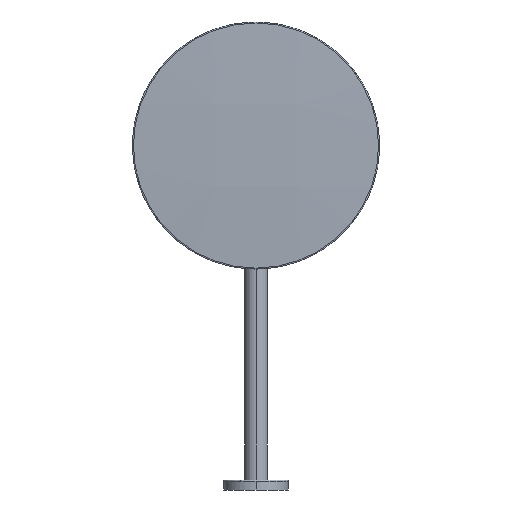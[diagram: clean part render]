
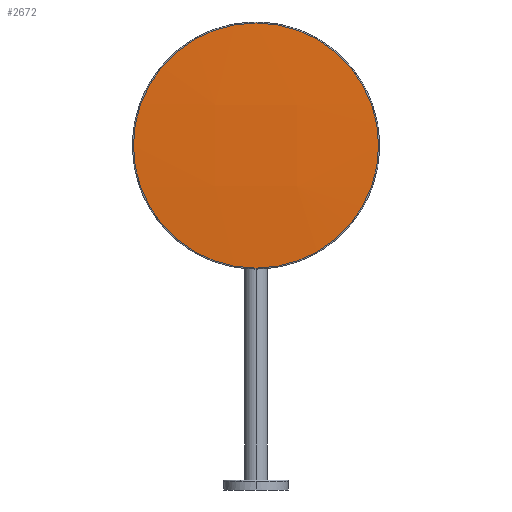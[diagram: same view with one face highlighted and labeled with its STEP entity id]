
A CAD part, front view. The second image highlights one B-rep face of the part: STEP entity #2672.
In plain terms, the highlighted free-form (B-spline) face has degree [3, 3] with [4, 4] control points.
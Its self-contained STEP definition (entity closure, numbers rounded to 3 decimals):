
#5 = CARTESIAN_POINT ( 'NONE',  ( -41.858, -93.977, 314.125 ) ) ;
#6 = CARTESIAN_POINT ( 'NONE',  ( 0., -88.989, 356.5 ) ) ;
#204 = ORIENTED_EDGE ( 'NONE', *, *, #531, .T. ) ;
#342 = CARTESIAN_POINT ( 'NONE',  ( 126.543, -89.879, 314.125 ) ) ;
#355 =( BOUNDED_SURFACE ( )  B_SPLINE_SURFACE ( 3, 3, ( 
 ( #3135, #4227, #4584, #2447 ),
 ( #342, #3866, #5, #2820 ),
 ( #3605, #1438, #3914, #4262 ),
 ( #2874, #3216, #755, #3930 ) ),
 .UNSPECIFIED., .F., .F., .T. ) 
 B_SPLINE_SURFACE_WITH_KNOTS ( ( 4, 4 ),
 ( 4, 4 ),
 ( 0., 1. ),
 ( 0., 1. ),
 .UNSPECIFIED. ) 
 GEOMETRIC_REPRESENTATION_ITEM ( )  RATIONAL_B_SPLINE_SURFACE ( (
 ( 1., 0.999, 0.999, 1.),
 ( 0.999, 0.998, 0.998, 0.999),
 ( 0.999, 0.998, 0.998, 0.999),
 ( 1., 0.999, 0.999, 1.) ) ) 
 REPRESENTATION_ITEM ( '' )  SURFACE ( )  );
#377 = DIRECTION ( 'NONE',  ( 0., -1., 0. ) ) ;
#531 = EDGE_CURVE ( 'NONE', #2566, #2095, #3718, .T. ) ;
#551 = DIRECTION ( 'NONE',  ( 0., -1., 0. ) ) ;
#755 = CARTESIAN_POINT ( 'NONE',  ( -41.793, -89.941, 482.031 ) ) ;
#1115 = EDGE_CURVE ( 'NONE', #2095, #2566, #3609, .T. ) ;
#1267 = CARTESIAN_POINT ( 'NONE',  ( 0., -88.989, 480.539 ) ) ;
#1421 = ORIENTED_EDGE ( 'NONE', *, *, #1115, .T. ) ;
#1438 = CARTESIAN_POINT ( 'NONE',  ( 42.393, -93.981, 398.127 ) ) ;
#1715 = AXIS2_PLACEMENT_3D ( 'NONE', #6, #377, #2860 ) ;
#2025 = CARTESIAN_POINT ( 'NONE',  ( 0., -88.989, 232.461 ) ) ;
#2095 = VERTEX_POINT ( 'NONE', #1267 ) ;
#2447 = CARTESIAN_POINT ( 'NONE',  ( -125.813, -85.838, 230.221 ) ) ;
#2566 = VERTEX_POINT ( 'NONE', #2025 ) ;
#2672 = ADVANCED_FACE ( 'NONE', ( #2889 ), #355, .T. ) ;
#2820 = CARTESIAN_POINT ( 'NONE',  ( -126.01, -89.905, 314.125 ) ) ;
#2860 = DIRECTION ( 'NONE',  ( 0., 0., 1. ) ) ;
#2874 = CARTESIAN_POINT ( 'NONE',  ( 126.348, -85.849, 482.031 ) ) ;
#2889 = FACE_OUTER_BOUND ( 'NONE', #4560, .T. ) ;
#2962 = DIRECTION ( 'NONE',  ( 0., 0., 1. ) ) ;
#3135 = CARTESIAN_POINT ( 'NONE',  ( 126.346, -85.813, 230.221 ) ) ;
#3216 = CARTESIAN_POINT ( 'NONE',  ( 42.327, -89.932, 482.031 ) ) ;
#3355 = CARTESIAN_POINT ( 'NONE',  ( 0., -88.989, 356.5 ) ) ;
#3605 = CARTESIAN_POINT ( 'NONE',  ( 126.544, -89.891, 398.127 ) ) ;
#3609 = CIRCLE ( 'NONE', #1715, 124.039 ) ;
#3718 = CIRCLE ( 'NONE', #3915, 124.039 ) ;
#3866 = CARTESIAN_POINT ( 'NONE',  ( 42.393, -93.969, 314.125 ) ) ;
#3914 = CARTESIAN_POINT ( 'NONE',  ( -41.858, -93.99, 398.127 ) ) ;
#3915 = AXIS2_PLACEMENT_3D ( 'NONE', #3355, #551, #2962 ) ;
#3930 = CARTESIAN_POINT ( 'NONE',  ( -125.814, -85.875, 482.031 ) ) ;
#4227 = CARTESIAN_POINT ( 'NONE',  ( 42.326, -89.896, 230.221 ) ) ;
#4262 = CARTESIAN_POINT ( 'NONE',  ( -126.01, -89.917, 398.127 ) ) ;
#4560 = EDGE_LOOP ( 'NONE', ( #1421, #204 ) ) ;
#4584 = CARTESIAN_POINT ( 'NONE',  ( -41.792, -89.905, 230.221 ) ) ;
